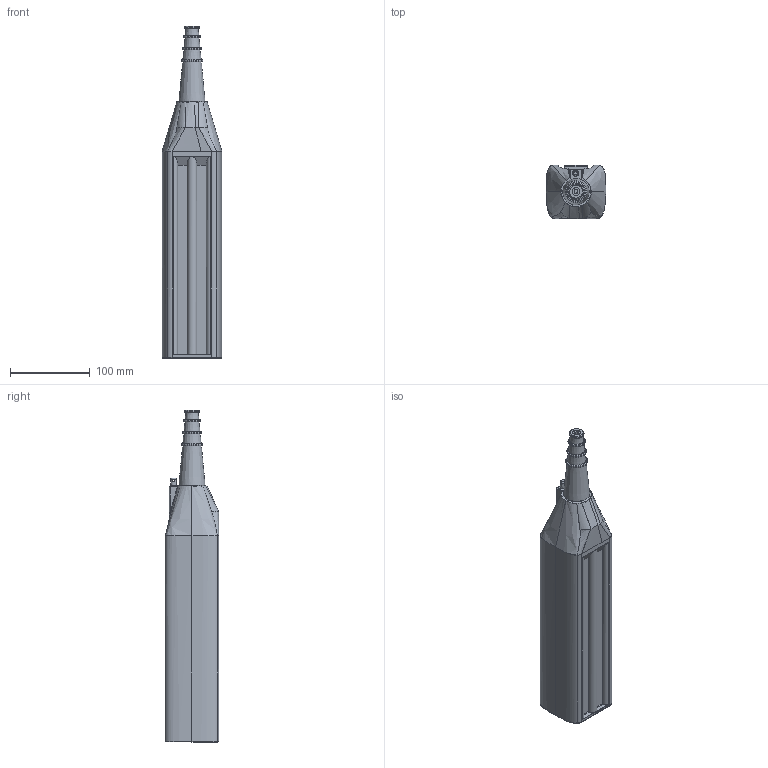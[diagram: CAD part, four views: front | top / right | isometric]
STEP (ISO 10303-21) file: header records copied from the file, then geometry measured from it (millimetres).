
FILE_DESCRIPTION(/* description */ (''),/* implementation_level */ '2;1');
FILE_NAME(/* name */ '2PV7X.stp',/* time_stamp */ '2016-07-14T09:48:48-04:00',/* author */ ('CAD Station'),/* organization */ (''),/* preprocessor_version */ 'ST-DEVELOPER v16.1',/* originating_system */ 'Autodesk Inventor 2016',/* authorisation */ '');
FILE_SCHEMA (('AUTOMOTIVE_DESIGN { 1 0 10303 214 3 1 1 }'));
Products named in the file (4): 2PV7X_B; 2PV7X_T; Antenna; 2PV7X
Assembly tree (3 placements, depth 2):
  2PV7X
    2PV7X_B
    2PV7X_T
    Antenna
Bounding box: 74.97 x 67.02 x 415 mm (x, y, z)
Volume: 139891.4 mm3; surface area: 202814.8 mm2
Topology: 3 solids, 3 shells, 252 faces, 591 edges, 361 vertices
Faces by surface type: plane 92, bspline 70, cylinder 60, torus 15, cone 9, sphere 6
Full cylindrical faces by diameter (mm): 3 x1, 10 x1, 22 x7, 24 x7, 30 x1
Entity records: 10289 total; most frequent: CARTESIAN_POINT 4926, ORIENTED_EDGE 1114, DIRECTION 928, EDGE_CURVE 553, VERTEX_POINT 360, AXIS2_PLACEMENT_3D 354, EDGE_LOOP 323, FACE_OUTER_BOUND 252
